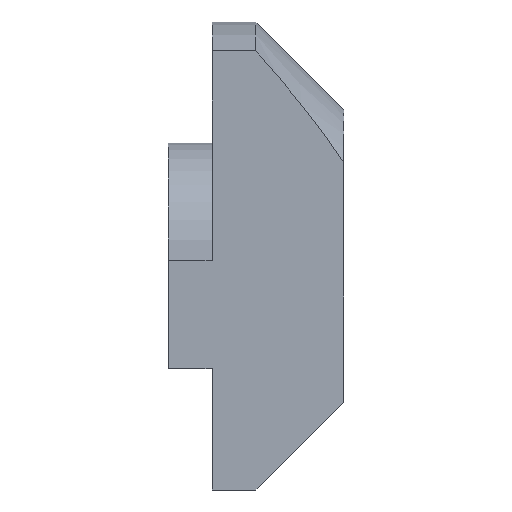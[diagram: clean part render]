
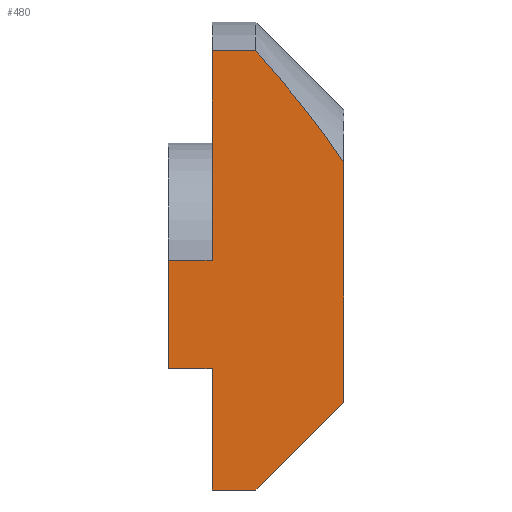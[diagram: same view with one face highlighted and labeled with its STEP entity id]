
A CAD part, left-side view. The second image highlights one B-rep face of the part: STEP entity #480.
In plain terms, the highlighted planar face has unit normal (-1, 0, 0).
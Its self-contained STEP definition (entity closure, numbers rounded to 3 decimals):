
#3 = LINE ( 'NONE', #593, #314 ) ;
#12 = LINE ( 'NONE', #352, #343 ) ;
#15 = CARTESIAN_POINT ( 'NONE',  ( -3.85, 0., 7.013 ) ) ;
#22 = ORIENTED_EDGE ( 'NONE', *, *, #137, .T. ) ;
#28 = CARTESIAN_POINT ( 'NONE',  ( -3.85, 0., -5. ) ) ;
#29 = LINE ( 'NONE', #604, #233 ) ;
#33 = DIRECTION ( 'NONE',  ( 0., 0., 1. ) ) ;
#35 = VECTOR ( 'NONE', #410, 1000. ) ;
#50 = CARTESIAN_POINT ( 'NONE',  ( -3.85, 3., 7.013 ) ) ;
#64 = EDGE_LOOP ( 'NONE', ( #318, #618, #203, #65, #583, #285, #463, #268, #367, #22 ) ) ;
#65 = ORIENTED_EDGE ( 'NONE', *, *, #213, .F. ) ;
#75 = EDGE_CURVE ( 'NONE', #265, #77, #29, .T. ) ;
#77 = VERTEX_POINT ( 'NONE', #28 ) ;
#86 = CARTESIAN_POINT ( 'NONE',  ( -3.85, 0.438, 3.876 ) ) ;
#87 = PLANE ( 'NONE',  #550 ) ;
#99 = LINE ( 'NONE', #394, #596 ) ;
#131 = CARTESIAN_POINT ( 'NONE',  ( -3.85, 0., 6.394 ) ) ;
#133 = VECTOR ( 'NONE', #669, 1000. ) ;
#135 = DIRECTION ( 'NONE',  ( -1., 0., 0. ) ) ;
#137 = EDGE_CURVE ( 'NONE', #77, #392, #605, .T. ) ;
#144 = CARTESIAN_POINT ( 'NONE',  ( -3.85, 6., -3.85 ) ) ;
#156 = DIRECTION ( 'NONE',  ( 0., -1., 0. ) ) ;
#174 = CARTESIAN_POINT ( 'NONE',  ( -3.85, 3., 7.013 ) ) ;
#186 = EDGE_CURVE ( 'NONE', #209, #530, #431, .T. ) ;
#198 = CARTESIAN_POINT ( 'NONE',  ( -3.85, 3., -8. ) ) ;
#203 = ORIENTED_EDGE ( 'NONE', *, *, #481, .T. ) ;
#208 = EDGE_CURVE ( 'NONE', #265, #215, #12, .T. ) ;
#209 = VERTEX_POINT ( 'NONE', #144 ) ;
#213 = EDGE_CURVE ( 'NONE', #530, #382, #327, .T. ) ;
#215 = VERTEX_POINT ( 'NONE', #514 ) ;
#221 = CARTESIAN_POINT ( 'NONE',  ( -3.85, 2.465, 6.403 ) ) ;
#225 = B_SPLINE_CURVE_WITH_KNOTS ( 'NONE', 3,
 ( #610, #86, #544, #453, #221, #174 ),
 .UNSPECIFIED., .F., .F.,
 ( 4, 2, 4 ),
 ( 0., 0.002, 0.005 ),
 .UNSPECIFIED. ) ;
#233 = VECTOR ( 'NONE', #290, 1000. ) ;
#245 = CARTESIAN_POINT ( 'NONE',  ( -3.85, 6., 0. ) ) ;
#258 = LINE ( 'NONE', #15, #527 ) ;
#261 = VERTEX_POINT ( 'NONE', #50 ) ;
#265 = VERTEX_POINT ( 'NONE', #198 ) ;
#268 = ORIENTED_EDGE ( 'NONE', *, *, #208, .F. ) ;
#271 = EDGE_CURVE ( 'NONE', #209, #528, #666, .T. ) ;
#273 = EDGE_CURVE ( 'NONE', #440, #261, #258, .T. ) ;
#285 = ORIENTED_EDGE ( 'NONE', *, *, #271, .T. ) ;
#290 = DIRECTION ( 'NONE',  ( 0., -0.707, 0.707 ) ) ;
#305 = DIRECTION ( 'NONE',  ( 0., -1., 0. ) ) ;
#314 = VECTOR ( 'NONE', #542, 1000. ) ;
#318 = ORIENTED_EDGE ( 'NONE', *, *, #451, .T. ) ;
#327 = LINE ( 'NONE', #417, #35 ) ;
#343 = VECTOR ( 'NONE', #560, 1000. ) ;
#352 = CARTESIAN_POINT ( 'NONE',  ( -3.85, 0., -8. ) ) ;
#365 = VECTOR ( 'NONE', #305, 1000. ) ;
#367 = ORIENTED_EDGE ( 'NONE', *, *, #75, .T. ) ;
#382 = VERTEX_POINT ( 'NONE', #640 ) ;
#392 = VERTEX_POINT ( 'NONE', #586 ) ;
#394 = CARTESIAN_POINT ( 'NONE',  ( -3.85, 4.5, 6.394 ) ) ;
#403 = DIRECTION ( 'NONE',  ( 0., 0., -1. ) ) ;
#410 = DIRECTION ( 'NONE',  ( 0., -1., 0. ) ) ;
#417 = CARTESIAN_POINT ( 'NONE',  ( -3.85, 0., -0.15 ) ) ;
#421 = CARTESIAN_POINT ( 'NONE',  ( -3.85, 0., -3.85 ) ) ;
#431 = LINE ( 'NONE', #245, #133 ) ;
#440 = VERTEX_POINT ( 'NONE', #588 ) ;
#444 = CARTESIAN_POINT ( 'NONE',  ( -3.85, 6., -0.15 ) ) ;
#451 = EDGE_CURVE ( 'NONE', #392, #261, #225, .T. ) ;
#453 = CARTESIAN_POINT ( 'NONE',  ( -3.85, 1.94, 5.786 ) ) ;
#463 = ORIENTED_EDGE ( 'NONE', *, *, #502, .T. ) ;
#480 = ADVANCED_FACE ( 'NONE', ( #553 ), #87, .T. ) ;
#481 = EDGE_CURVE ( 'NONE', #440, #382, #99, .T. ) ;
#502 = EDGE_CURVE ( 'NONE', #528, #215, #3, .T. ) ;
#514 = CARTESIAN_POINT ( 'NONE',  ( -3.85, 4.5, -8. ) ) ;
#527 = VECTOR ( 'NONE', #156, 1000. ) ;
#528 = VERTEX_POINT ( 'NONE', #654 ) ;
#530 = VERTEX_POINT ( 'NONE', #444 ) ;
#542 = DIRECTION ( 'NONE',  ( 0., 0., -1. ) ) ;
#544 = CARTESIAN_POINT ( 'NONE',  ( -3.85, 0.927, 4.522 ) ) ;
#550 = AXIS2_PLACEMENT_3D ( 'NONE', #131, #135, #608 ) ;
#553 = FACE_OUTER_BOUND ( 'NONE', #64, .T. ) ;
#560 = DIRECTION ( 'NONE',  ( 0., 1., 0. ) ) ;
#566 = VECTOR ( 'NONE', #33, 1000. ) ;
#583 = ORIENTED_EDGE ( 'NONE', *, *, #186, .F. ) ;
#586 = CARTESIAN_POINT ( 'NONE',  ( -3.85, 0., 3.19 ) ) ;
#588 = CARTESIAN_POINT ( 'NONE',  ( -3.85, 4.5, 7.013 ) ) ;
#593 = CARTESIAN_POINT ( 'NONE',  ( -3.85, 4.5, 6.394 ) ) ;
#596 = VECTOR ( 'NONE', #403, 1000. ) ;
#604 = CARTESIAN_POINT ( 'NONE',  ( -3.85, 3., -8. ) ) ;
#605 = LINE ( 'NONE', #662, #566 ) ;
#608 = DIRECTION ( 'NONE',  ( 0., 0., 1. ) ) ;
#610 = CARTESIAN_POINT ( 'NONE',  ( -3.85, 0., 3.19 ) ) ;
#618 = ORIENTED_EDGE ( 'NONE', *, *, #273, .F. ) ;
#640 = CARTESIAN_POINT ( 'NONE',  ( -3.85, 4.5, -0.15 ) ) ;
#654 = CARTESIAN_POINT ( 'NONE',  ( -3.85, 4.5, -3.85 ) ) ;
#662 = CARTESIAN_POINT ( 'NONE',  ( -3.85, 0., 0. ) ) ;
#666 = LINE ( 'NONE', #421, #365 ) ;
#669 = DIRECTION ( 'NONE',  ( 0., 0., 1. ) ) ;
